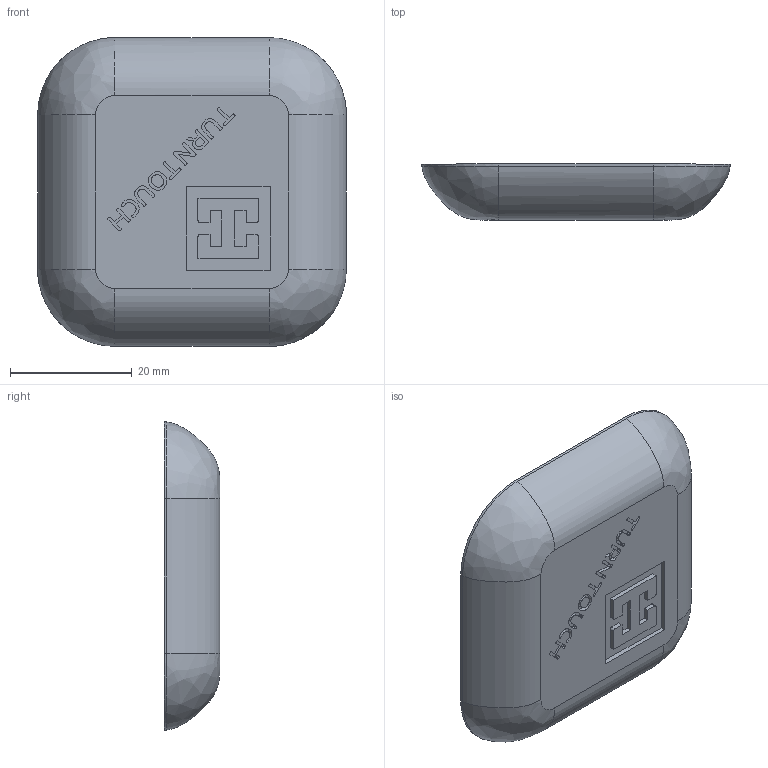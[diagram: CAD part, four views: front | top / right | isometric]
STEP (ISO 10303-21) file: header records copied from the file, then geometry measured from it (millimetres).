
FILE_DESCRIPTION(/* description */ (''),/* implementation_level */ '2;1');
FILE_NAME(/* name */ 'Case Bottom.stp',/* time_stamp */ '2015-08-21T11:00:24-07:00',/* author */ ('Sam Clay'),/* organization */ (''),/* preprocessor_version */ 'ST-DEVELOPER v16.1',/* originating_system */ 'Autodesk Inventor 2016',/* authorisation */ '');
FILE_SCHEMA (('AUTOMOTIVE_DESIGN { 1 0 10303 214 3 1 1 }'));
Length unit declared in the file: inch
Products named in the file (1): Case Bottom
Bounding box: 50.77 x 9.14 x 50.77 mm (x, y, z)
Volume: 7170.1 mm3; surface area: 6418.7 mm2
Topology: 4 solids, 4 shells, 227 faces, 607 edges, 402 vertices
Faces by surface type: plane 140, bspline 87
Entity records: 8131 total; most frequent: CARTESIAN_POINT 3039, ORIENTED_EDGE 1214, DIRECTION 719, EDGE_CURVE 607, LINE 419, VECTOR 419, VERTEX_POINT 402, EDGE_LOOP 241
